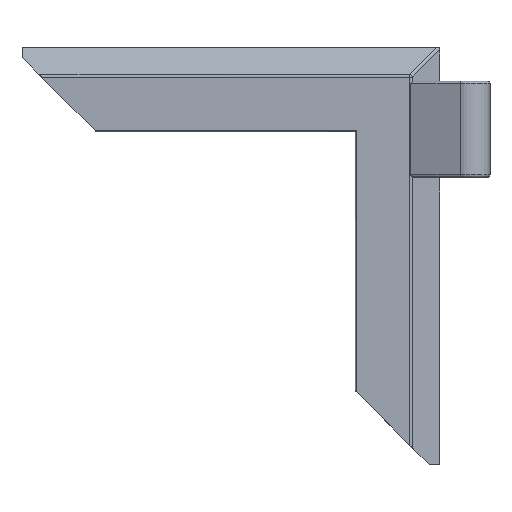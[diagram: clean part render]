
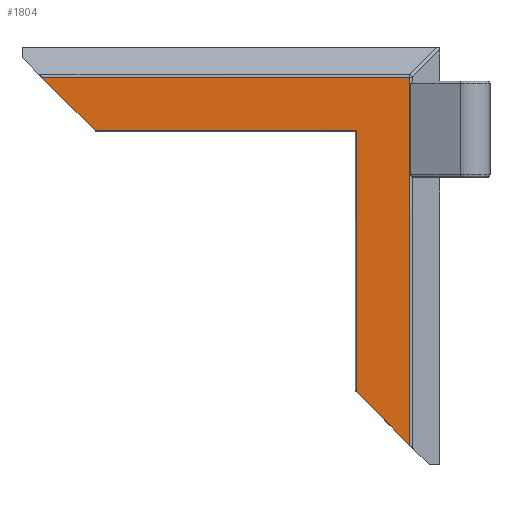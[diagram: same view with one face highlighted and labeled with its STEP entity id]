
A CAD part, front view. The second image highlights one B-rep face of the part: STEP entity #1804.
In plain terms, the highlighted planar face has unit normal (0, -1, 0).
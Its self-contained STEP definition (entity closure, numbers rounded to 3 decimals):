
#72=FACE_OUTER_BOUND('',#174,.T.);
#174=EDGE_LOOP('',(#1244,#1245,#1246,#1247,#1248,#1249));
#295=LINE('',#2574,#522);
#325=LINE('',#2649,#552);
#328=LINE('',#2667,#555);
#332=LINE('',#2692,#559);
#333=LINE('',#2694,#560);
#334=LINE('',#2695,#561);
#522=VECTOR('',#2060,10.);
#552=VECTOR('',#2108,10.);
#555=VECTOR('',#2113,10.);
#559=VECTOR('',#2125,10.);
#560=VECTOR('',#2126,10.);
#561=VECTOR('',#2127,10.);
#751=VERTEX_POINT('',#2571);
#752=VERTEX_POINT('',#2573);
#786=VERTEX_POINT('',#2642);
#788=VERTEX_POINT('',#2647);
#795=VERTEX_POINT('',#2691);
#796=VERTEX_POINT('',#2693);
#922=EDGE_CURVE('',#752,#751,#295,.T.);
#959=EDGE_CURVE('',#788,#786,#325,.T.);
#963=EDGE_CURVE('',#786,#751,#328,.T.);
#970=EDGE_CURVE('',#795,#788,#332,.T.);
#971=EDGE_CURVE('',#796,#795,#333,.T.);
#972=EDGE_CURVE('',#796,#752,#334,.T.);
#1244=ORIENTED_EDGE('',*,*,#963,.F.);
#1245=ORIENTED_EDGE('',*,*,#959,.F.);
#1246=ORIENTED_EDGE('',*,*,#970,.F.);
#1247=ORIENTED_EDGE('',*,*,#971,.F.);
#1248=ORIENTED_EDGE('',*,*,#972,.T.);
#1249=ORIENTED_EDGE('',*,*,#922,.T.);
#1720=PLANE('',#1920);
#1804=ADVANCED_FACE('',(#72),#1720,.T.);
#1920=AXIS2_PLACEMENT_3D('',#2690,#2123,#2124);
#2060=DIRECTION('',(0.707,0.,-0.707));
#2108=DIRECTION('',(1.,0.,0.));
#2113=DIRECTION('',(0.,0.,-1.));
#2123=DIRECTION('center_axis',(0.,-1.,0.));
#2124=DIRECTION('ref_axis',(-1.,0.,0.));
#2125=DIRECTION('',(-0.707,0.,0.707));
#2126=DIRECTION('',(-1.,0.,0.));
#2127=DIRECTION('',(0.,0.,-1.));
#2571=CARTESIAN_POINT('',(3.411,-230.5,169.189));
#2573=CARTESIAN_POINT('',(-7.75,-230.5,180.35));
#2574=CARTESIAN_POINT('',(-14.664,-230.5,187.264));
#2642=CARTESIAN_POINT('',(3.411,-230.5,245.911));
#2647=CARTESIAN_POINT('',(-73.311,-230.5,245.911));
#2649=CARTESIAN_POINT('',(5.621,-230.5,245.911));
#2667=CARTESIAN_POINT('',(3.411,-230.5,250.));
#2690=CARTESIAN_POINT('Origin',(3.743,-230.5,250.));
#2691=CARTESIAN_POINT('',(-62.15,-230.5,234.75));
#2692=CARTESIAN_POINT('',(-55.236,-230.5,227.836));
#2693=CARTESIAN_POINT('',(-7.75,-230.5,234.75));
#2694=CARTESIAN_POINT('',(7.5,-230.5,234.75));
#2695=CARTESIAN_POINT('',(-7.75,-230.5,250.));
